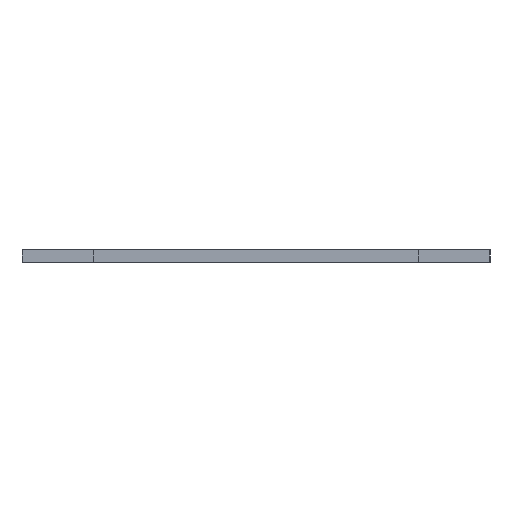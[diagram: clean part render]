
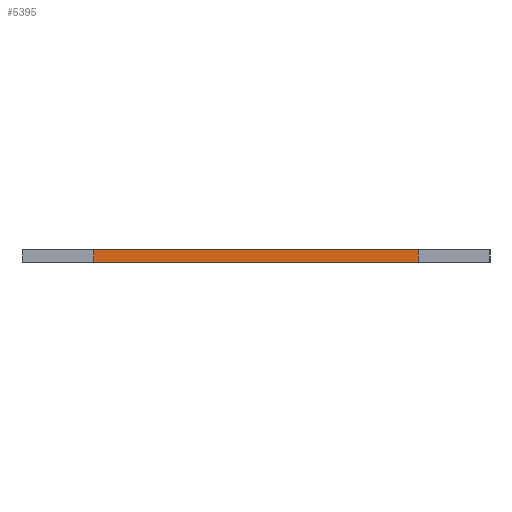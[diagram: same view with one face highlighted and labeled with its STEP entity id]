
A CAD part, left-side view. The second image highlights one B-rep face of the part: STEP entity #5395.
In plain terms, the highlighted planar face has unit normal (-1, 0, 0).
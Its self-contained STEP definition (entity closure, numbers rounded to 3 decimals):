
#83 = PLANE('',#84);
#84 = AXIS2_PLACEMENT_3D('',#85,#86,#87);
#85 = CARTESIAN_POINT('',(93.573,-89.413,1.6));
#86 = DIRECTION('',(0.,0.,1.));
#87 = DIRECTION('',(1.,0.,-0.));
#137 = PLANE('',#138);
#138 = AXIS2_PLACEMENT_3D('',#139,#140,#141);
#139 = CARTESIAN_POINT('',(93.573,-89.413,0.));
#140 = DIRECTION('',(0.,0.,1.));
#141 = DIRECTION('',(1.,0.,-0.));
#330 = VERTEX_POINT('',#331);
#331 = CARTESIAN_POINT('',(48.01,-68.927,0.));
#345 = PLANE('',#346);
#346 = AXIS2_PLACEMENT_3D('',#347,#348,#349);
#347 = CARTESIAN_POINT('',(48.832,-68.927,0.));
#348 = DIRECTION('',(0.,-1.,0.));
#349 = DIRECTION('',(-1.,0.,0.));
#357 = EDGE_CURVE('',#330,#358,#360,.T.);
#358 = VERTEX_POINT('',#359);
#359 = CARTESIAN_POINT('',(48.01,-109.898,0.));
#360 = SURFACE_CURVE('',#361,(#365,#372),.PCURVE_S1.);
#361 = LINE('',#362,#363);
#362 = CARTESIAN_POINT('',(48.01,-68.927,0.));
#363 = VECTOR('',#364,1.);
#364 = DIRECTION('',(0.,-1.,0.));
#365 = PCURVE('',#137,#366);
#366 = DEFINITIONAL_REPRESENTATION('',(#367),#371);
#367 = LINE('',#368,#369);
#368 = CARTESIAN_POINT('',(-45.563,20.485));
#369 = VECTOR('',#370,1.);
#370 = DIRECTION('',(0.,-1.));
#371 = ( GEOMETRIC_REPRESENTATION_CONTEXT(2) 
PARAMETRIC_REPRESENTATION_CONTEXT() REPRESENTATION_CONTEXT('2D SPACE',''
  ) );
#372 = PCURVE('',#373,#378);
#373 = PLANE('',#374);
#374 = AXIS2_PLACEMENT_3D('',#375,#376,#377);
#375 = CARTESIAN_POINT('',(48.01,-68.927,0.));
#376 = DIRECTION('',(1.,0.,-0.));
#377 = DIRECTION('',(0.,-1.,0.));
#378 = DEFINITIONAL_REPRESENTATION('',(#379),#383);
#379 = LINE('',#380,#381);
#380 = CARTESIAN_POINT('',(0.,0.));
#381 = VECTOR('',#382,1.);
#382 = DIRECTION('',(1.,0.));
#383 = ( GEOMETRIC_REPRESENTATION_CONTEXT(2) 
PARAMETRIC_REPRESENTATION_CONTEXT() REPRESENTATION_CONTEXT('2D SPACE',''
  ) );
#401 = PLANE('',#402);
#402 = AXIS2_PLACEMENT_3D('',#403,#404,#405);
#403 = CARTESIAN_POINT('',(48.01,-109.898,0.));
#404 = DIRECTION('',(0.,1.,0.));
#405 = DIRECTION('',(1.,0.,0.));
#3025 = VERTEX_POINT('',#3026);
#3026 = CARTESIAN_POINT('',(48.01,-68.927,1.6));
#3047 = EDGE_CURVE('',#3025,#3048,#3050,.T.);
#3048 = VERTEX_POINT('',#3049);
#3049 = CARTESIAN_POINT('',(48.01,-109.898,1.6));
#3050 = SURFACE_CURVE('',#3051,(#3055,#3062),.PCURVE_S1.);
#3051 = LINE('',#3052,#3053);
#3052 = CARTESIAN_POINT('',(48.01,-68.927,1.6));
#3053 = VECTOR('',#3054,1.);
#3054 = DIRECTION('',(0.,-1.,0.));
#3055 = PCURVE('',#83,#3056);
#3056 = DEFINITIONAL_REPRESENTATION('',(#3057),#3061);
#3057 = LINE('',#3058,#3059);
#3058 = CARTESIAN_POINT('',(-45.563,20.485));
#3059 = VECTOR('',#3060,1.);
#3060 = DIRECTION('',(0.,-1.));
#3061 = ( GEOMETRIC_REPRESENTATION_CONTEXT(2) 
PARAMETRIC_REPRESENTATION_CONTEXT() REPRESENTATION_CONTEXT('2D SPACE',''
  ) );
#3062 = PCURVE('',#373,#3063);
#3063 = DEFINITIONAL_REPRESENTATION('',(#3064),#3068);
#3064 = LINE('',#3065,#3066);
#3065 = CARTESIAN_POINT('',(0.,-1.6));
#3066 = VECTOR('',#3067,1.);
#3067 = DIRECTION('',(1.,0.));
#3068 = ( GEOMETRIC_REPRESENTATION_CONTEXT(2) 
PARAMETRIC_REPRESENTATION_CONTEXT() REPRESENTATION_CONTEXT('2D SPACE',''
  ) );
#5347 = EDGE_CURVE('',#330,#3025,#5348,.T.);
#5348 = SURFACE_CURVE('',#5349,(#5353,#5360),.PCURVE_S1.);
#5349 = LINE('',#5350,#5351);
#5350 = CARTESIAN_POINT('',(48.01,-68.927,0.));
#5351 = VECTOR('',#5352,1.);
#5352 = DIRECTION('',(0.,0.,1.));
#5353 = PCURVE('',#345,#5354);
#5354 = DEFINITIONAL_REPRESENTATION('',(#5355),#5359);
#5355 = LINE('',#5356,#5357);
#5356 = CARTESIAN_POINT('',(0.822,0.));
#5357 = VECTOR('',#5358,1.);
#5358 = DIRECTION('',(0.,-1.));
#5359 = ( GEOMETRIC_REPRESENTATION_CONTEXT(2) 
PARAMETRIC_REPRESENTATION_CONTEXT() REPRESENTATION_CONTEXT('2D SPACE',''
  ) );
#5360 = PCURVE('',#373,#5361);
#5361 = DEFINITIONAL_REPRESENTATION('',(#5362),#5366);
#5362 = LINE('',#5363,#5364);
#5363 = CARTESIAN_POINT('',(0.,0.));
#5364 = VECTOR('',#5365,1.);
#5365 = DIRECTION('',(0.,-1.));
#5366 = ( GEOMETRIC_REPRESENTATION_CONTEXT(2) 
PARAMETRIC_REPRESENTATION_CONTEXT() REPRESENTATION_CONTEXT('2D SPACE',''
  ) );
#5395 = ADVANCED_FACE('',(#5396),#373,.F.);
#5396 = FACE_BOUND('',#5397,.F.);
#5397 = EDGE_LOOP('',(#5398,#5399,#5400,#5421));
#5398 = ORIENTED_EDGE('',*,*,#5347,.T.);
#5399 = ORIENTED_EDGE('',*,*,#3047,.T.);
#5400 = ORIENTED_EDGE('',*,*,#5401,.F.);
#5401 = EDGE_CURVE('',#358,#3048,#5402,.T.);
#5402 = SURFACE_CURVE('',#5403,(#5407,#5414),.PCURVE_S1.);
#5403 = LINE('',#5404,#5405);
#5404 = CARTESIAN_POINT('',(48.01,-109.898,0.));
#5405 = VECTOR('',#5406,1.);
#5406 = DIRECTION('',(0.,0.,1.));
#5407 = PCURVE('',#373,#5408);
#5408 = DEFINITIONAL_REPRESENTATION('',(#5409),#5413);
#5409 = LINE('',#5410,#5411);
#5410 = CARTESIAN_POINT('',(40.97,0.));
#5411 = VECTOR('',#5412,1.);
#5412 = DIRECTION('',(0.,-1.));
#5413 = ( GEOMETRIC_REPRESENTATION_CONTEXT(2) 
PARAMETRIC_REPRESENTATION_CONTEXT() REPRESENTATION_CONTEXT('2D SPACE',''
  ) );
#5414 = PCURVE('',#401,#5415);
#5415 = DEFINITIONAL_REPRESENTATION('',(#5416),#5420);
#5416 = LINE('',#5417,#5418);
#5417 = CARTESIAN_POINT('',(0.,0.));
#5418 = VECTOR('',#5419,1.);
#5419 = DIRECTION('',(0.,-1.));
#5420 = ( GEOMETRIC_REPRESENTATION_CONTEXT(2) 
PARAMETRIC_REPRESENTATION_CONTEXT() REPRESENTATION_CONTEXT('2D SPACE',''
  ) );
#5421 = ORIENTED_EDGE('',*,*,#357,.F.);
